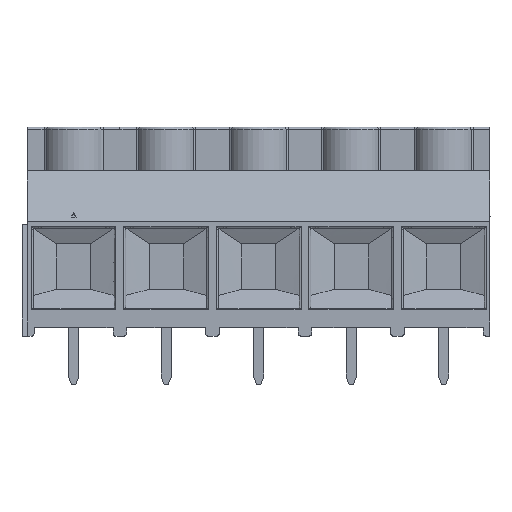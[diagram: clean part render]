
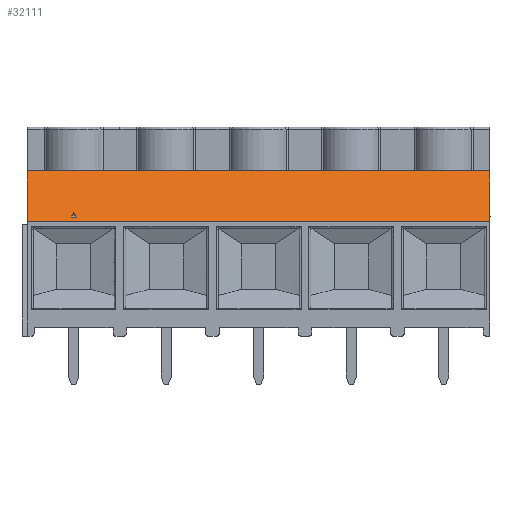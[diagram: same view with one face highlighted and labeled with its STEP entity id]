
A CAD part, top view. The second image highlights one B-rep face of the part: STEP entity #32111.
In plain terms, the highlighted planar face has unit normal (0, 0.454, 0.891).
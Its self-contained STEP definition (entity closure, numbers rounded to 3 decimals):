
#339 = VERTEX_POINT ( 'NONE', #29894 ) ;
#1386 = CARTESIAN_POINT ( 'NONE',  ( 47.6, 11.8, 12.15 ) ) ;
#1965 = DIRECTION ( 'NONE',  ( -0.447, -0.797, 0.406 ) ) ;
#3430 = DIRECTION ( 'NONE',  ( -1., 0., 0. ) ) ;
#3553 = DIRECTION ( 'NONE',  ( 1., 0., 0. ) ) ;
#3790 = VECTOR ( 'NONE', #3553, 1000. ) ;
#4546 = CARTESIAN_POINT ( 'NONE',  ( 5.01, 12.245, 11.923 ) ) ;
#4767 = CARTESIAN_POINT ( 'NONE',  ( 47.6, 17., 9.5 ) ) ;
#4993 = VERTEX_POINT ( 'NONE', #34739 ) ;
#5275 = LINE ( 'NONE', #25155, #33116 ) ;
#5963 = ORIENTED_EDGE ( 'NONE', *, *, #36022, .F. ) ;
#6807 = LINE ( 'NONE', #4767, #29404 ) ;
#7858 = PLANE ( 'NONE',  #10734 ) ;
#8353 = VECTOR ( 'NONE', #3430, 1000. ) ;
#9387 = VECTOR ( 'NONE', #24337, 1000. ) ;
#10217 = EDGE_CURVE ( 'NONE', #13739, #4993, #29966, .T. ) ;
#10734 = AXIS2_PLACEMENT_3D ( 'NONE', #30682, #22332, #33705 ) ;
#10827 = CARTESIAN_POINT ( 'NONE',  ( 4.76, 12.691, 11.696 ) ) ;
#10847 = VERTEX_POINT ( 'NONE', #21041 ) ;
#11371 = DIRECTION ( 'NONE',  ( 0., -0.891, 0.454 ) ) ;
#11710 = DIRECTION ( 'NONE',  ( -1., 0., 0. ) ) ;
#12749 = CARTESIAN_POINT ( 'NONE',  ( 47.6, 17., 9.5 ) ) ;
#12847 = ORIENTED_EDGE ( 'NONE', *, *, #26263, .T. ) ;
#13739 = VERTEX_POINT ( 'NONE', #24408 ) ;
#14517 = CARTESIAN_POINT ( 'NONE',  ( 47.6, 17., 9.5 ) ) ;
#14649 = VECTOR ( 'NONE', #24424, 1000. ) ;
#14844 = ORIENTED_EDGE ( 'NONE', *, *, #34085, .T. ) ;
#15064 = EDGE_CURVE ( 'NONE', #339, #10847, #26821, .T. ) ;
#16910 = FACE_BOUND ( 'NONE', #22658, .T. ) ;
#18080 = ORIENTED_EDGE ( 'NONE', *, *, #10217, .F. ) ;
#20434 = CARTESIAN_POINT ( 'NONE',  ( 4.51, 12.245, 11.923 ) ) ;
#21041 = CARTESIAN_POINT ( 'NONE',  ( 0., 11.8, 12.15 ) ) ;
#22332 = DIRECTION ( 'NONE',  ( 0., -0.454, -0.891 ) ) ;
#22647 = VERTEX_POINT ( 'NONE', #34095 ) ;
#22658 = EDGE_LOOP ( 'NONE', ( #18080, #27069, #32199 ) ) ;
#23665 = EDGE_CURVE ( 'NONE', #22647, #13739, #26007, .T. ) ;
#24308 = VECTOR ( 'NONE', #1965, 1000. ) ;
#24337 = DIRECTION ( 'NONE',  ( 0., -0.891, 0.454 ) ) ;
#24408 = CARTESIAN_POINT ( 'NONE',  ( 5.01, 12.245, 11.923 ) ) ;
#24424 = DIRECTION ( 'NONE',  ( -0.447, 0.797, -0.406 ) ) ;
#25155 = CARTESIAN_POINT ( 'NONE',  ( 0., 17., 9.5 ) ) ;
#26007 = LINE ( 'NONE', #20434, #3790 ) ;
#26263 = EDGE_CURVE ( 'NONE', #27453, #28964, #6807, .T. ) ;
#26821 = LINE ( 'NONE', #1386, #8353 ) ;
#27069 = ORIENTED_EDGE ( 'NONE', *, *, #23665, .F. ) ;
#27453 = VERTEX_POINT ( 'NONE', #14517 ) ;
#28964 = VERTEX_POINT ( 'NONE', #34556 ) ;
#29159 = LINE ( 'NONE', #12749, #9387 ) ;
#29404 = VECTOR ( 'NONE', #11710, 1000. ) ;
#29894 = CARTESIAN_POINT ( 'NONE',  ( 47.6, 11.8, 12.15 ) ) ;
#29966 = LINE ( 'NONE', #4546, #14649 ) ;
#30682 = CARTESIAN_POINT ( 'NONE',  ( 47.6, 17., 9.5 ) ) ;
#31402 = EDGE_CURVE ( 'NONE', #4993, #22647, #36306, .T. ) ;
#32060 = EDGE_LOOP ( 'NONE', ( #14844, #32650, #5963, #12847 ) ) ;
#32111 = ADVANCED_FACE ( 'NONE', ( #16910, #36097 ), #7858, .F. ) ;
#32199 = ORIENTED_EDGE ( 'NONE', *, *, #31402, .F. ) ;
#32650 = ORIENTED_EDGE ( 'NONE', *, *, #15064, .F. ) ;
#33116 = VECTOR ( 'NONE', #11371, 1000. ) ;
#33705 = DIRECTION ( 'NONE',  ( 0., 0.891, -0.454 ) ) ;
#34085 = EDGE_CURVE ( 'NONE', #28964, #10847, #5275, .T. ) ;
#34095 = CARTESIAN_POINT ( 'NONE',  ( 4.51, 12.245, 11.923 ) ) ;
#34556 = CARTESIAN_POINT ( 'NONE',  ( 0., 17., 9.5 ) ) ;
#34739 = CARTESIAN_POINT ( 'NONE',  ( 4.76, 12.691, 11.696 ) ) ;
#36022 = EDGE_CURVE ( 'NONE', #27453, #339, #29159, .T. ) ;
#36097 = FACE_OUTER_BOUND ( 'NONE', #32060, .T. ) ;
#36306 = LINE ( 'NONE', #10827, #24308 ) ;
